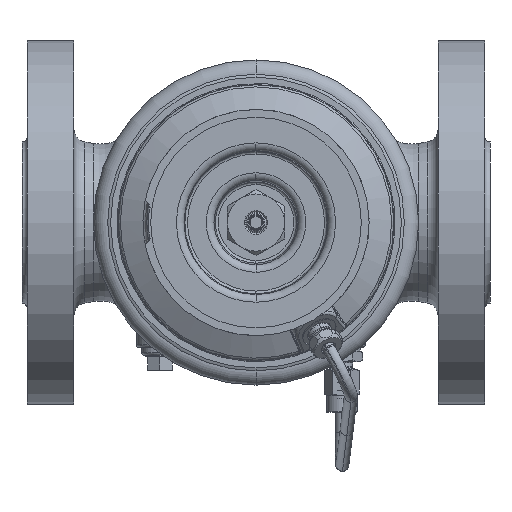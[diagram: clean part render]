
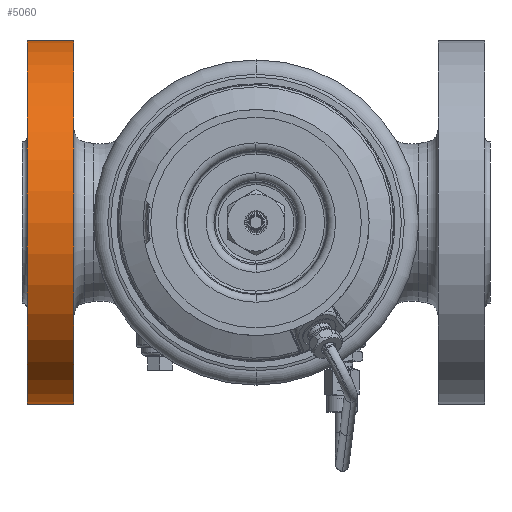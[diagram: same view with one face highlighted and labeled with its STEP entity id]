
A CAD part, front view. The second image highlights one B-rep face of the part: STEP entity #5060.
In plain terms, the highlighted cylindrical face has radius 70 mm (diameter 140 mm), a partial arc.
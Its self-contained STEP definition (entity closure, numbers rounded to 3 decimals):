
#51=CARTESIAN_POINT('',(-70.,0.,0.));
#52=DIRECTION('',(1.,0.,0.));
#53=DIRECTION('',(0.,1.,0.));
#54=AXIS2_PLACEMENT_3D('',#51,#52,#53);
#56=DIRECTION('',(-1.,0.,0.));
#57=VECTOR('',#56,18.);
#58=CARTESIAN_POINT('',(-70.,70.,0.));
#59=LINE('',#58,#57);
#60=DIRECTION('',(-1.,0.,0.));
#61=VECTOR('',#60,18.);
#62=CARTESIAN_POINT('',(-70.,-70.,0.));
#63=LINE('',#62,#61);
#74=CARTESIAN_POINT('',(-88.,0.,0.));
#75=DIRECTION('',(1.,0.,0.));
#76=DIRECTION('',(0.,1.,0.));
#77=AXIS2_PLACEMENT_3D('',#74,#75,#76);
#4374=CARTESIAN_POINT('',(-70.,70.,0.));
#4375=CARTESIAN_POINT('',(-88.,70.,0.));
#4376=VERTEX_POINT('',#4374);
#4377=VERTEX_POINT('',#4375);
#4396=CARTESIAN_POINT('',(-70.,-70.,0.));
#4397=CARTESIAN_POINT('',(-88.,-70.,0.));
#4398=VERTEX_POINT('',#4396);
#4399=VERTEX_POINT('',#4397);
#5046=CARTESIAN_POINT('',(-99.,0.,0.));
#5047=DIRECTION('',(1.,0.,0.));
#5048=DIRECTION('',(0.,-1.,0.));
#5049=AXIS2_PLACEMENT_3D('',#5046,#5047,#5048);
#5050=CYLINDRICAL_SURFACE('',#5049,70.);
#5052=ORIENTED_EDGE('',*,*,#5051,.F.);
#5053=ORIENTED_EDGE('',*,*,#5009,.T.);
#5055=ORIENTED_EDGE('',*,*,#5054,.T.);
#5057=ORIENTED_EDGE('',*,*,#5056,.F.);
#5058=EDGE_LOOP('',(#5052,#5053,#5055,#5057));
#5059=FACE_OUTER_BOUND('',#5058,.F.);
#5060=ADVANCED_FACE('',(#5059),#5050,.T.);
#55=CIRCLE('',#54,70.);
#78=CIRCLE('',#77,70.);
#5009=EDGE_CURVE('',#4376,#4398,#55,.T.);
#5051=EDGE_CURVE('',#4376,#4377,#59,.T.);
#5054=EDGE_CURVE('',#4398,#4399,#63,.T.);
#5056=EDGE_CURVE('',#4377,#4399,#78,.T.);
